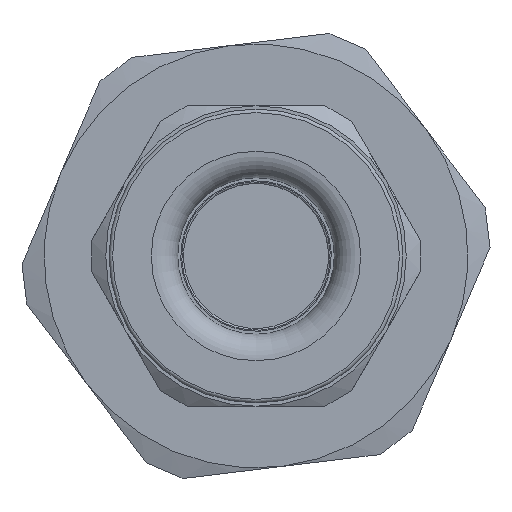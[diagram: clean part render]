
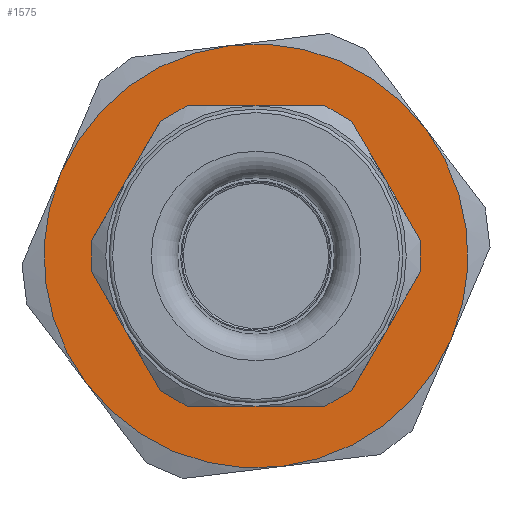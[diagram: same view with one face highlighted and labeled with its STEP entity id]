
A CAD part, left-side view. The second image highlights one B-rep face of the part: STEP entity #1575.
In plain terms, the highlighted planar face has unit normal (-1, 0, 0).
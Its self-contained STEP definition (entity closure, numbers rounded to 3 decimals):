
#241=PLANE('',#1780);
#274=FACE_BOUND('',#520,.T.);
#387=FACE_OUTER_BOUND('',#519,.T.);
#519=EDGE_LOOP('',(#1375,#1376,#1377,#1378,#1379,#1380));
#520=EDGE_LOOP('',(#1381));
#643=CIRCLE('',#1759,12.);
#644=CIRCLE('',#1761,12.);
#645=CIRCLE('',#1763,12.);
#646=CIRCLE('',#1765,12.);
#647=CIRCLE('',#1767,12.);
#653=CIRCLE('',#1779,12.);
#654=CIRCLE('',#1781,8.35);
#788=VERTEX_POINT('',#7323);
#795=VERTEX_POINT('',#7349);
#803=VERTEX_POINT('',#7376);
#809=VERTEX_POINT('',#7402);
#811=VERTEX_POINT('',#7415);
#817=VERTEX_POINT('',#7436);
#823=VERTEX_POINT('',#7488);
#1014=EDGE_CURVE('',#803,#809,#643,.T.);
#1015=EDGE_CURVE('',#817,#803,#644,.T.);
#1016=EDGE_CURVE('',#809,#795,#645,.T.);
#1017=EDGE_CURVE('',#811,#817,#646,.T.);
#1018=EDGE_CURVE('',#795,#788,#647,.T.);
#1024=EDGE_CURVE('',#788,#811,#653,.T.);
#1025=EDGE_CURVE('',#823,#823,#654,.T.);
#1375=ORIENTED_EDGE('',*,*,#1015,.F.);
#1376=ORIENTED_EDGE('',*,*,#1017,.F.);
#1377=ORIENTED_EDGE('',*,*,#1024,.F.);
#1378=ORIENTED_EDGE('',*,*,#1018,.F.);
#1379=ORIENTED_EDGE('',*,*,#1016,.F.);
#1380=ORIENTED_EDGE('',*,*,#1014,.F.);
#1381=ORIENTED_EDGE('',*,*,#1025,.T.);
#1575=ADVANCED_FACE('',(#387,#274),#241,.T.);
#1759=AXIS2_PLACEMENT_3D('',#7466,#2106,#2107);
#1761=AXIS2_PLACEMENT_3D('',#7468,#2110,#2111);
#1763=AXIS2_PLACEMENT_3D('',#7470,#2114,#2115);
#1765=AXIS2_PLACEMENT_3D('',#7472,#2118,#2119);
#1767=AXIS2_PLACEMENT_3D('',#7474,#2122,#2123);
#1779=AXIS2_PLACEMENT_3D('',#7486,#2146,#2147);
#1780=AXIS2_PLACEMENT_3D('',#7487,#2148,#2149);
#1781=AXIS2_PLACEMENT_3D('',#7489,#2150,#2151);
#2106=DIRECTION('center_axis',(1.,0.,0.));
#2107=DIRECTION('ref_axis',(0.,-1.,0.));
#2110=DIRECTION('center_axis',(1.,0.,0.));
#2111=DIRECTION('ref_axis',(0.,-1.,0.));
#2114=DIRECTION('center_axis',(1.,0.,0.));
#2115=DIRECTION('ref_axis',(0.,-1.,0.));
#2118=DIRECTION('center_axis',(1.,0.,0.));
#2119=DIRECTION('ref_axis',(0.,-1.,0.));
#2122=DIRECTION('center_axis',(1.,0.,0.));
#2123=DIRECTION('ref_axis',(0.,-1.,0.));
#2146=DIRECTION('center_axis',(1.,0.,0.));
#2147=DIRECTION('ref_axis',(0.,-1.,0.));
#2148=DIRECTION('center_axis',(-1.,0.,0.));
#2149=DIRECTION('ref_axis',(0.,0.,1.));
#2150=DIRECTION('center_axis',(1.,0.,0.));
#2151=DIRECTION('ref_axis',(0.,0.,-1.));
#7323=CARTESIAN_POINT('',(-27.3,-10.392,-6.));
#7349=CARTESIAN_POINT('',(-27.3,-10.392,6.));
#7376=CARTESIAN_POINT('',(-27.3,10.392,6.));
#7402=CARTESIAN_POINT('',(-27.3,0.,12.));
#7415=CARTESIAN_POINT('',(-27.3,0.,-12.));
#7436=CARTESIAN_POINT('',(-27.3,10.392,-6.));
#7466=CARTESIAN_POINT('Origin',(-27.3,0.,0.));
#7468=CARTESIAN_POINT('Origin',(-27.3,0.,0.));
#7470=CARTESIAN_POINT('Origin',(-27.3,0.,0.));
#7472=CARTESIAN_POINT('Origin',(-27.3,0.,0.));
#7474=CARTESIAN_POINT('Origin',(-27.3,0.,0.));
#7486=CARTESIAN_POINT('Origin',(-27.3,0.,0.));
#7487=CARTESIAN_POINT('Origin',(-27.3,13.25,0.));
#7488=CARTESIAN_POINT('',(-27.3,8.35,0.));
#7489=CARTESIAN_POINT('Origin',(-27.3,0.,0.));
